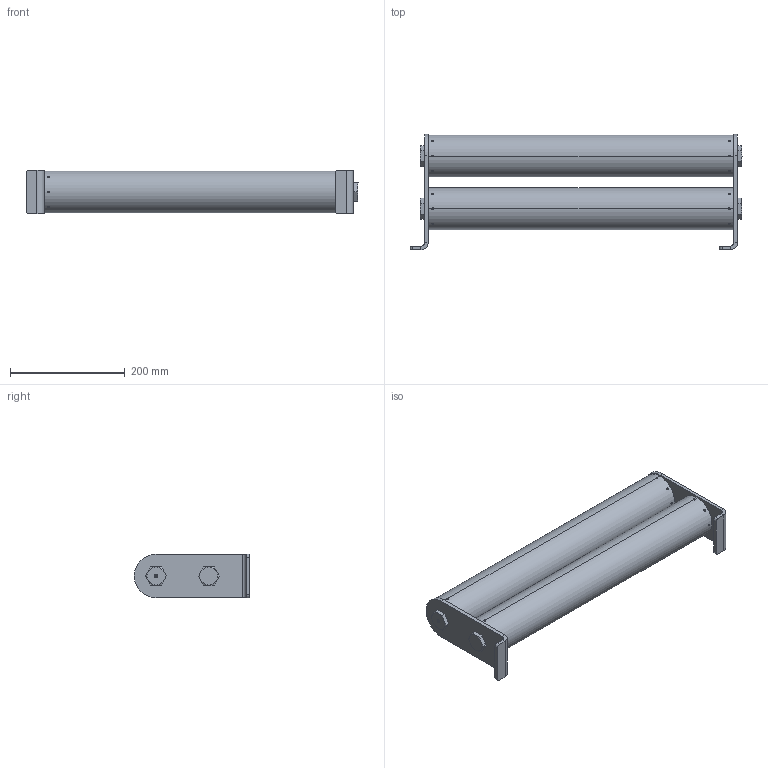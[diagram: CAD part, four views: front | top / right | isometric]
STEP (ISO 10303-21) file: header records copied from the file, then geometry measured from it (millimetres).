
FILE_DESCRIPTION (( 'STEP AP214' ), '1' );
FILE_NAME ('107121.STEP', '2024-05-06T16:11:39', ( '' ), ( '' ), 'SwSTEP 2.0', 'SolidWorks 2021', '' );
FILE_SCHEMA (( 'AUTOMOTIVE_DESIGN' ));
Length unit declared in the file: inch
Products named in the file (1): 107121
Bounding box: 579.42 x 201.68 x 76.2 mm (x, y, z)
Volume: 1006399.7 mm3; surface area: 575167 mm2
Topology: 59 solids, 59 shells, 3887 faces, 11150 edges, 7423 vertices
Faces by surface type: cylinder 1644, plane 983, sphere 646, bspline 408, cone 192, torus 14
Entity records: 225893 total; most frequent: CARTESIAN_POINT 82633, ORIENTED_EDGE 22344, DIRECTION 15466, EDGE_CURVE 11172, VERTEX_POINT 7495, AXIS2_PLACEMENT_3D 6228, B_SPLINE_CURVE_WITH_KNOTS 4646, EDGE_LOOP 4069
